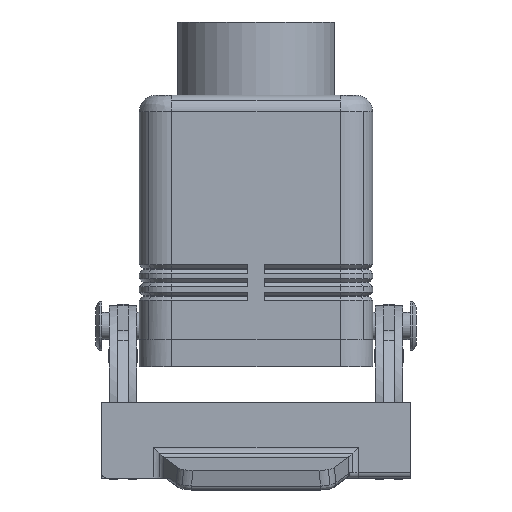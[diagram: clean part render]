
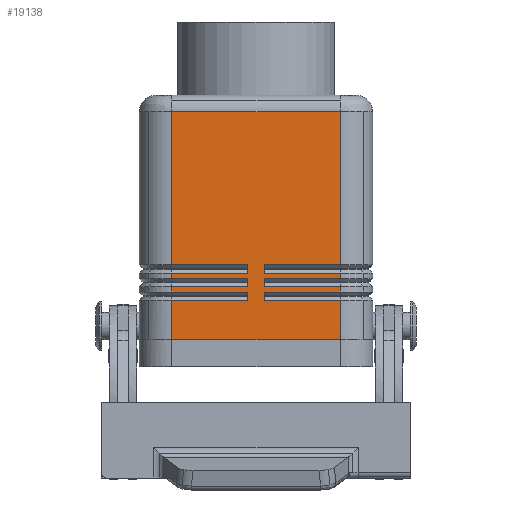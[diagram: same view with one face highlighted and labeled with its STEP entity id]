
A CAD part, left-side view. The second image highlights one B-rep face of the part: STEP entity #19138.
In plain terms, the highlighted planar face has unit normal (-1, 0, 0).
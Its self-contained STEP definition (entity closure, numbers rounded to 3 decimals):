
#1730=CARTESIAN_POINT('',(-36.5,-15.5,12.25));
#1731=VERTEX_POINT('',#1730);
#1958=CARTESIAN_POINT('',(-36.5,-15.5,14.75));
#1959=VERTEX_POINT('',#1958);
#2218=CARTESIAN_POINT('',(-36.5,-15.5,17.25));
#2219=VERTEX_POINT('',#2218);
#2260=CARTESIAN_POINT('',(-36.5,15.5,13.75));
#2261=VERTEX_POINT('',#2260);
#2584=CARTESIAN_POINT('',(-36.5,15.5,16.25));
#2585=VERTEX_POINT('',#2584);
#2768=CARTESIAN_POINT('',(-36.5,15.5,18.75));
#2769=VERTEX_POINT('',#2768);
#9336=CARTESIAN_POINT('',(-36.5,-15.5,5.0));
#9337=VERTEX_POINT('',#9336);
#9345=CARTESIAN_POINT('',(-36.5,15.5,5.0));
#9346=VERTEX_POINT('',#9345);
#9347=CARTESIAN_POINT('',(-36.5,15.5,5.0));
#9348=DIRECTION('',(0.0,-1.0,0.0));
#9349=VECTOR('',#9348,31.);
#9350=LINE('',#9347,#9349);
#9351=EDGE_CURVE('',#9346,#9337,#9350,.T.);
#10328=CARTESIAN_POINT('',(-36.5,15.5,12.25));
#10329=VERTEX_POINT('',#10328);
#10330=CARTESIAN_POINT('',(-36.5,15.5,5.0));
#10331=DIRECTION('',(0.0,0.0,1.0));
#10332=VECTOR('',#10331,7.25);
#10333=LINE('',#10330,#10332);
#10334=EDGE_CURVE('',#9346,#10329,#10333,.T.);
#16770=CARTESIAN_POINT('',(-36.5,-15.5,47.));
#16771=VERTEX_POINT('',#16770);
#16874=CARTESIAN_POINT('',(-36.5,15.5,47.));
#16875=VERTEX_POINT('',#16874);
#16883=CARTESIAN_POINT('',(-36.5,15.5,47.));
#16884=DIRECTION('',(0.0,-1.0,0.0));
#16885=VECTOR('',#16884,31.);
#16886=LINE('',#16883,#16885);
#16887=EDGE_CURVE('',#16875,#16771,#16886,.T.);
#18579=CARTESIAN_POINT('',(-36.5,15.5,17.25));
#18580=VERTEX_POINT('',#18579);
#18587=CARTESIAN_POINT('',(-36.5,1.5,17.25));
#18588=VERTEX_POINT('',#18587);
#18589=CARTESIAN_POINT('',(-36.5,15.5,17.25));
#18590=DIRECTION('',(0.0,-1.0,0.0));
#18591=VECTOR('',#18590,14.);
#18592=LINE('',#18589,#18591);
#18593=EDGE_CURVE('',#18580,#18588,#18592,.T.);
#18817=CARTESIAN_POINT('',(-36.5,1.5,18.75));
#18818=VERTEX_POINT('',#18817);
#18825=CARTESIAN_POINT('',(-36.5,1.5,18.75));
#18826=DIRECTION('',(0.0,1.0,0.0));
#18827=VECTOR('',#18826,14.);
#18828=LINE('',#18825,#18827);
#18829=EDGE_CURVE('',#18818,#2769,#18828,.T.);
#18840=CARTESIAN_POINT('',(-36.5,15.5,14.75));
#18841=VERTEX_POINT('',#18840);
#18873=CARTESIAN_POINT('',(-36.5,1.5,14.75));
#18874=VERTEX_POINT('',#18873);
#18875=CARTESIAN_POINT('',(-36.5,15.5,14.75));
#18876=DIRECTION('',(0.0,-1.0,0.0));
#18877=VECTOR('',#18876,14.);
#18878=LINE('',#18875,#18877);
#18879=EDGE_CURVE('',#18841,#18874,#18878,.T.);
#18969=CARTESIAN_POINT('',(-36.5,0.0,50.));
#18970=DIRECTION('',(-1.0,0.0,0.0));
#18971=DIRECTION('',(0.0,0.0,1.0));
#18972=AXIS2_PLACEMENT_3D('',#18969,#18970,#18971);
#18973=PLANE('',#18972);
#18974=ORIENTED_EDGE('',*,*,#9351,.T.);
#18975=CARTESIAN_POINT('',(-36.5,-15.5,12.25));
#18976=DIRECTION('',(0.0,0.0,-1.0));
#18977=VECTOR('',#18976,7.25);
#18978=LINE('',#18975,#18977);
#18979=EDGE_CURVE('',#1731,#9337,#18978,.T.);
#18980=ORIENTED_EDGE('',*,*,#18979,.F.);
#18981=CARTESIAN_POINT('',(-36.5,-1.5,12.25));
#18982=VERTEX_POINT('',#18981);
#18983=CARTESIAN_POINT('',(-36.5,-1.5,12.25));
#18984=DIRECTION('',(0.0,-1.0,0.0));
#18985=VECTOR('',#18984,14.);
#18986=LINE('',#18983,#18985);
#18987=EDGE_CURVE('',#18982,#1731,#18986,.T.);
#18988=ORIENTED_EDGE('',*,*,#18987,.F.);
#18989=CARTESIAN_POINT('',(-36.5,-1.5,13.75));
#18990=VERTEX_POINT('',#18989);
#18991=CARTESIAN_POINT('',(-36.5,-1.5,13.75));
#18992=DIRECTION('',(0.0,0.0,-1.0));
#18993=VECTOR('',#18992,1.5);
#18994=LINE('',#18991,#18993);
#18995=EDGE_CURVE('',#18990,#18982,#18994,.T.);
#18996=ORIENTED_EDGE('',*,*,#18995,.F.);
#18997=CARTESIAN_POINT('',(-36.5,-15.5,13.75));
#18998=VERTEX_POINT('',#18997);
#18999=CARTESIAN_POINT('',(-36.5,-15.5,13.75));
#19000=DIRECTION('',(0.0,1.0,0.0));
#19001=VECTOR('',#19000,14.);
#19002=LINE('',#18999,#19001);
#19003=EDGE_CURVE('',#18998,#18990,#19002,.T.);
#19004=ORIENTED_EDGE('',*,*,#19003,.F.);
#19005=CARTESIAN_POINT('',(-36.5,-15.5,14.75));
#19006=DIRECTION('',(0.0,0.0,-1.0));
#19007=VECTOR('',#19006,1.);
#19008=LINE('',#19005,#19007);
#19009=EDGE_CURVE('',#1959,#18998,#19008,.T.);
#19010=ORIENTED_EDGE('',*,*,#19009,.F.);
#19011=CARTESIAN_POINT('',(-36.5,-1.5,14.75));
#19012=VERTEX_POINT('',#19011);
#19013=CARTESIAN_POINT('',(-36.5,-1.5,14.75));
#19014=DIRECTION('',(0.0,-1.0,0.0));
#19015=VECTOR('',#19014,14.);
#19016=LINE('',#19013,#19015);
#19017=EDGE_CURVE('',#19012,#1959,#19016,.T.);
#19018=ORIENTED_EDGE('',*,*,#19017,.F.);
#19019=CARTESIAN_POINT('',(-36.5,-1.5,16.25));
#19020=VERTEX_POINT('',#19019);
#19021=CARTESIAN_POINT('',(-36.5,-1.5,16.25));
#19022=DIRECTION('',(0.0,0.0,-1.0));
#19023=VECTOR('',#19022,1.5);
#19024=LINE('',#19021,#19023);
#19025=EDGE_CURVE('',#19020,#19012,#19024,.T.);
#19026=ORIENTED_EDGE('',*,*,#19025,.F.);
#19027=CARTESIAN_POINT('',(-36.5,-15.5,16.25));
#19028=VERTEX_POINT('',#19027);
#19029=CARTESIAN_POINT('',(-36.5,-15.5,16.25));
#19030=DIRECTION('',(0.0,1.0,0.0));
#19031=VECTOR('',#19030,14.);
#19032=LINE('',#19029,#19031);
#19033=EDGE_CURVE('',#19028,#19020,#19032,.T.);
#19034=ORIENTED_EDGE('',*,*,#19033,.F.);
#19035=CARTESIAN_POINT('',(-36.5,-15.5,17.25));
#19036=DIRECTION('',(0.0,0.0,-1.0));
#19037=VECTOR('',#19036,1.);
#19038=LINE('',#19035,#19037);
#19039=EDGE_CURVE('',#2219,#19028,#19038,.T.);
#19040=ORIENTED_EDGE('',*,*,#19039,.F.);
#19041=CARTESIAN_POINT('',(-36.5,-1.5,17.25));
#19042=VERTEX_POINT('',#19041);
#19043=CARTESIAN_POINT('',(-36.5,-1.5,17.25));
#19044=DIRECTION('',(0.0,-1.0,0.0));
#19045=VECTOR('',#19044,14.);
#19046=LINE('',#19043,#19045);
#19047=EDGE_CURVE('',#19042,#2219,#19046,.T.);
#19048=ORIENTED_EDGE('',*,*,#19047,.F.);
#19049=CARTESIAN_POINT('',(-36.5,-1.5,18.75));
#19050=VERTEX_POINT('',#19049);
#19051=CARTESIAN_POINT('',(-36.5,-1.5,18.75));
#19052=DIRECTION('',(0.0,0.0,-1.0));
#19053=VECTOR('',#19052,1.5);
#19054=LINE('',#19051,#19053);
#19055=EDGE_CURVE('',#19050,#19042,#19054,.T.);
#19056=ORIENTED_EDGE('',*,*,#19055,.F.);
#19057=CARTESIAN_POINT('',(-36.5,-15.5,18.75));
#19058=VERTEX_POINT('',#19057);
#19059=CARTESIAN_POINT('',(-36.5,-15.5,18.75));
#19060=DIRECTION('',(0.0,1.0,0.0));
#19061=VECTOR('',#19060,14.);
#19062=LINE('',#19059,#19061);
#19063=EDGE_CURVE('',#19058,#19050,#19062,.T.);
#19064=ORIENTED_EDGE('',*,*,#19063,.F.);
#19065=CARTESIAN_POINT('',(-36.5,-15.5,47.));
#19066=DIRECTION('',(0.0,0.0,-1.0));
#19067=VECTOR('',#19066,28.25);
#19068=LINE('',#19065,#19067);
#19069=EDGE_CURVE('',#16771,#19058,#19068,.T.);
#19070=ORIENTED_EDGE('',*,*,#19069,.F.);
#19071=ORIENTED_EDGE('',*,*,#16887,.F.);
#19072=CARTESIAN_POINT('',(-36.5,15.5,18.75));
#19073=DIRECTION('',(0.0,0.0,1.0));
#19074=VECTOR('',#19073,28.25);
#19075=LINE('',#19072,#19074);
#19076=EDGE_CURVE('',#2769,#16875,#19075,.T.);
#19077=ORIENTED_EDGE('',*,*,#19076,.F.);
#19078=ORIENTED_EDGE('',*,*,#18829,.F.);
#19079=CARTESIAN_POINT('',(-36.5,1.5,17.25));
#19080=DIRECTION('',(0.0,0.0,1.0));
#19081=VECTOR('',#19080,1.5);
#19082=LINE('',#19079,#19081);
#19083=EDGE_CURVE('',#18588,#18818,#19082,.T.);
#19084=ORIENTED_EDGE('',*,*,#19083,.F.);
#19085=ORIENTED_EDGE('',*,*,#18593,.F.);
#19086=CARTESIAN_POINT('',(-36.5,15.5,16.25));
#19087=DIRECTION('',(0.0,0.0,1.0));
#19088=VECTOR('',#19087,1.);
#19089=LINE('',#19086,#19088);
#19090=EDGE_CURVE('',#2585,#18580,#19089,.T.);
#19091=ORIENTED_EDGE('',*,*,#19090,.F.);
#19092=CARTESIAN_POINT('',(-36.5,1.5,16.25));
#19093=VERTEX_POINT('',#19092);
#19094=CARTESIAN_POINT('',(-36.5,1.5,16.25));
#19095=DIRECTION('',(0.0,1.0,0.0));
#19096=VECTOR('',#19095,14.);
#19097=LINE('',#19094,#19096);
#19098=EDGE_CURVE('',#19093,#2585,#19097,.T.);
#19099=ORIENTED_EDGE('',*,*,#19098,.F.);
#19100=CARTESIAN_POINT('',(-36.5,1.5,14.75));
#19101=DIRECTION('',(0.0,0.0,1.0));
#19102=VECTOR('',#19101,1.5);
#19103=LINE('',#19100,#19102);
#19104=EDGE_CURVE('',#18874,#19093,#19103,.T.);
#19105=ORIENTED_EDGE('',*,*,#19104,.F.);
#19106=ORIENTED_EDGE('',*,*,#18879,.F.);
#19107=CARTESIAN_POINT('',(-36.5,15.5,13.75));
#19108=DIRECTION('',(0.0,0.0,1.0));
#19109=VECTOR('',#19108,1.);
#19110=LINE('',#19107,#19109);
#19111=EDGE_CURVE('',#2261,#18841,#19110,.T.);
#19112=ORIENTED_EDGE('',*,*,#19111,.F.);
#19113=CARTESIAN_POINT('',(-36.5,1.5,13.75));
#19114=VERTEX_POINT('',#19113);
#19115=CARTESIAN_POINT('',(-36.5,1.5,13.75));
#19116=DIRECTION('',(0.0,1.0,0.0));
#19117=VECTOR('',#19116,14.);
#19118=LINE('',#19115,#19117);
#19119=EDGE_CURVE('',#19114,#2261,#19118,.T.);
#19120=ORIENTED_EDGE('',*,*,#19119,.F.);
#19121=CARTESIAN_POINT('',(-36.5,1.5,12.25));
#19122=VERTEX_POINT('',#19121);
#19123=CARTESIAN_POINT('',(-36.5,1.5,12.25));
#19124=DIRECTION('',(0.0,0.0,1.0));
#19125=VECTOR('',#19124,1.5);
#19126=LINE('',#19123,#19125);
#19127=EDGE_CURVE('',#19122,#19114,#19126,.T.);
#19128=ORIENTED_EDGE('',*,*,#19127,.F.);
#19129=CARTESIAN_POINT('',(-36.5,15.5,12.25));
#19130=DIRECTION('',(0.0,-1.0,0.0));
#19131=VECTOR('',#19130,14.);
#19132=LINE('',#19129,#19131);
#19133=EDGE_CURVE('',#10329,#19122,#19132,.T.);
#19134=ORIENTED_EDGE('',*,*,#19133,.F.);
#19135=ORIENTED_EDGE('',*,*,#10334,.F.);
#19136=EDGE_LOOP('',(#18974,#18980,#18988,#18996,#19004,#19010,#19018,#19026,#19034,#19040,#19048,#19056,#19064,#19070,#19071,#19077,#19078,#19084,#19085,#19091,#19099,#19105,#19106,#19112,#19120,#19128,#19134,#19135));
#19137=FACE_OUTER_BOUND('',#19136,.T.);
#19138=ADVANCED_FACE('',(#19137),#18973,.T.);
